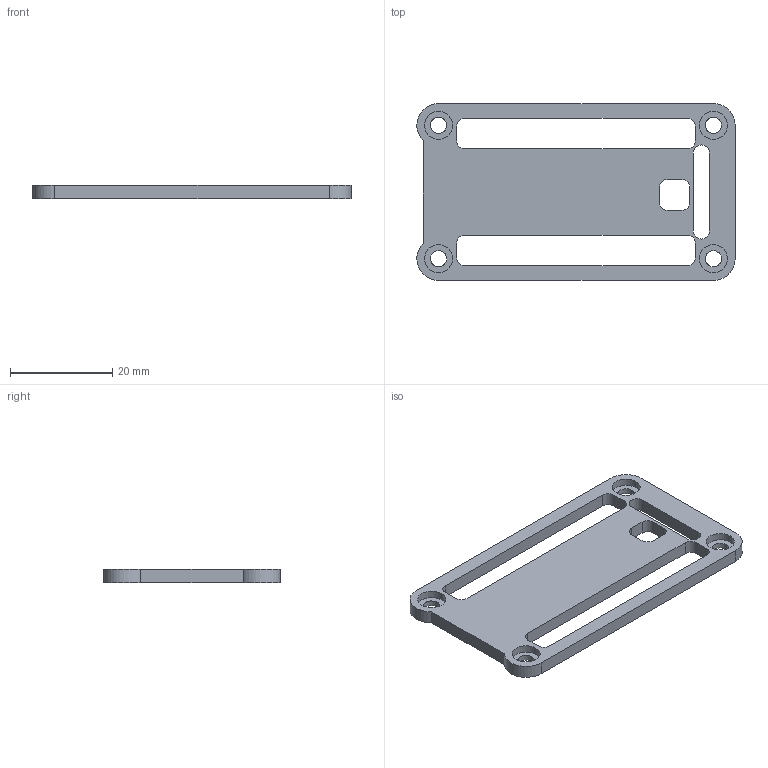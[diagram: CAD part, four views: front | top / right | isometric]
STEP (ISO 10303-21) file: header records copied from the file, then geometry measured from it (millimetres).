
FILE_DESCRIPTION(('FreeCAD Model'),'2;1');
FILE_NAME('case.step', '2020-07-24T20:57:59',('Author'),(''), 'Open CASCADE STEP processor 7.3','FreeCAD','Unknown');
FILE_SCHEMA(('AUTOMOTIVE_DESIGN { 1 0 10303 214 1 1 1 1 }'));
Length unit declared in the file: millimetre
Products named in the file (1): TopPanel
Bounding box: 62.28 x 34.61 x 2.62 mm (x, y, z)
Volume: 3663.1 mm3; surface area: 4206.9 mm2
Topology: 1 solids, 1 shells, 50 faces, 136 edges, 92 vertices
Faces by surface type: cylinder 26, plane 18, bspline 6
Full cylindrical faces by diameter (mm): 3.175 x4, 5.5 x4
Entity records: 5922 total; most frequent: CARTESIAN_POINT 2945, DIRECTION 438, ORIENTED_EDGE 272, PCURVE 272, DEFINITIONAL_REPRESENTATION 272, LINE 252, VECTOR 252, EDGE_CURVE 136
